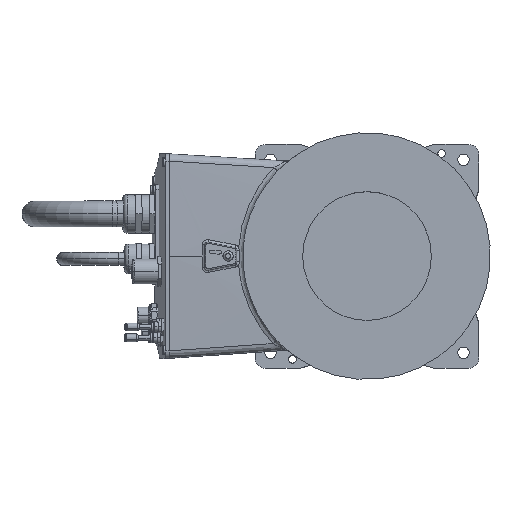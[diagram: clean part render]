
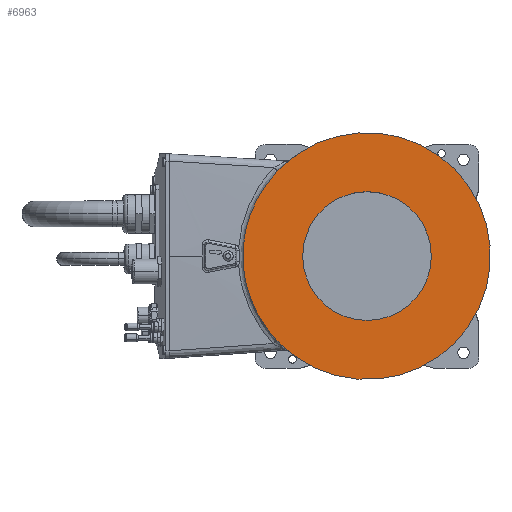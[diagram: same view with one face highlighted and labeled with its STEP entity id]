
A CAD part, top view. The second image highlights one B-rep face of the part: STEP entity #6963.
In plain terms, the highlighted planar face has unit normal (0, 0, 1).
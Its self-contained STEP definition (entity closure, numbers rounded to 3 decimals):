
#37 = VERTEX_POINT ( 'NONE', #20613 ) ;
#213 = EDGE_LOOP ( 'NONE', ( #19036, #2296 ) ) ;
#239 = CARTESIAN_POINT ( 'NONE',  ( -81.688, 50.699, 177. ) ) ;
#421 = VERTEX_POINT ( 'NONE', #14369 ) ;
#690 = CARTESIAN_POINT ( 'NONE',  ( -78.071, -56.3, 177. ) ) ;
#916 = CARTESIAN_POINT ( 'NONE',  ( -90.785, -32.293, 177. ) ) ;
#920 = CARTESIAN_POINT ( 'NONE',  ( -67.492, 68.17, 177. ) ) ;
#1020 = CARTESIAN_POINT ( 'NONE',  ( -95.849, -11.69, 177. ) ) ;
#1939 = CARTESIAN_POINT ( 'NONE',  ( -94.982, 17.019, 177. ) ) ;
#2051 = CARTESIAN_POINT ( 'NONE',  ( -73.589, 61.685, 177. ) ) ;
#2282 = CARTESIAN_POINT ( 'NONE',  ( -95.706, 12.521, 177. ) ) ;
#2296 = ORIENTED_EDGE ( 'NONE', *, *, #10899, .F. ) ;
#2613 = CARTESIAN_POINT ( 'NONE',  ( -89.116, -36.524, 177. ) ) ;
#2737 = CARTESIAN_POINT ( 'NONE',  ( -67.147, -68.488, 177. ) ) ;
#2824 = CARTESIAN_POINT ( 'NONE',  ( -87.246, -40.673, 177. ) ) ;
#3182 = CARTESIAN_POINT ( 'NONE',  ( -69.501, 66.184, 177. ) ) ;
#3870 = CARTESIAN_POINT ( 'NONE',  ( -96.489, 3.458, 177. ) ) ;
#3985 = CARTESIAN_POINT ( 'NONE',  ( -84.038, 46.796, 177. ) ) ;
#4319 = CARTESIAN_POINT ( 'NONE',  ( -92.254, -27.978, 177. ) ) ;
#4346 = ORIENTED_EDGE ( 'NONE', *, *, #4579, .T. ) ;
#4420 = B_SPLINE_CURVE_WITH_KNOTS ( 'NONE', 3,
 ( #13948, #20871, #16017, #2051, #12583, #19299, #17376, #239, #12244, #3985, #19183, #5459, #17488, #14186, #7275, #10887, #12363, #21110, #12476, #1939, #8856, #2282, #7154, #9194, #3870, #10773, #16126, #18264, #1020, #13152, #11101, #9635, #4319, #12701, #916, #18371, #2613, #14855, #2824, #21779, #12814, #14741, #690, #18151, #7932 ),
 .UNSPECIFIED., .F., .F.,
 ( 4, 2, 2, 2, 2, 2, 2, 2, 2, 2, 2, 1, 2, 2, 2, 2, 2, 2, 2, 2, 2, 2, 4 ),
 ( 0., 0.005, 0.009, 0.018, 0.023, 0.027, 0.036, 0.041, 0.046, 0.055, 0.059, 0.064, 0.068, 0.073, 0.082, 0.091, 0.1, 0.105, 0.109, 0.114, 0.119, 0.128, 0.146 ),
 .UNSPECIFIED. ) ;
#4481 = CARTESIAN_POINT ( 'NONE',  ( -50., 0., 177. ) ) ;
#4579 = EDGE_CURVE ( 'NONE', #15176, #37, #21385, .T. ) ;
#4923 = DIRECTION ( 'NONE',  ( 0., 0., -1. ) ) ;
#5336 = DIRECTION ( 'NONE',  ( 0., 0., 1. ) ) ;
#5459 = CARTESIAN_POINT ( 'NONE',  ( -86.913, 41.445, 177. ) ) ;
#5973 = CARTESIAN_POINT ( 'NONE',  ( 50., 0., 177. ) ) ;
#6141 = CARTESIAN_POINT ( 'NONE',  ( -69.691, -65.99, 177. ) ) ;
#6243 = CARTESIAN_POINT ( 'NONE',  ( -69.011, 66.693, 177. ) ) ;
#6353 = CARTESIAN_POINT ( 'NONE',  ( -69.501, 66.184, 177. ) ) ;
#6620 = CARTESIAN_POINT ( 'NONE',  ( 0., 0., 177. ) ) ;
#6777 = VERTEX_POINT ( 'NONE', #4481 ) ;
#6963 = ADVANCED_FACE ( 'NONE', ( #22169, #18542 ), #9911, .T. ) ;
#7154 = CARTESIAN_POINT ( 'NONE',  ( -96.09, 9.513, 177. ) ) ;
#7275 = CARTESIAN_POINT ( 'NONE',  ( -90.493, 33.078, 177. ) ) ;
#7343 = EDGE_CURVE ( 'NONE', #18383, #6777, #12946, .T. ) ;
#7932 = CARTESIAN_POINT ( 'NONE',  ( -70.181, -65.472, 177. ) ) ;
#8095 = AXIS2_PLACEMENT_3D ( 'NONE', #22170, #4923, #10352 ) ;
#8856 = CARTESIAN_POINT ( 'NONE',  ( -95.248, 15.521, 177. ) ) ;
#9194 = CARTESIAN_POINT ( 'NONE',  ( -96.327, 6.49, 177. ) ) ;
#9315 = CARTESIAN_POINT ( 'NONE',  ( -67.655, -67.987, 177. ) ) ;
#9635 = CARTESIAN_POINT ( 'NONE',  ( -93.547, -23.609, 177. ) ) ;
#9753 = CARTESIAN_POINT ( 'NONE',  ( -66.978, 68.654, 177. ) ) ;
#9911 = PLANE ( 'NONE',  #20196 ) ;
#10352 = DIRECTION ( 'NONE',  ( 0., -1., 0. ) ) ;
#10773 = CARTESIAN_POINT ( 'NONE',  ( -96.533, 1.937, 177. ) ) ;
#10887 = CARTESIAN_POINT ( 'NONE',  ( -91.52, 30.217, 177. ) ) ;
#10899 = EDGE_CURVE ( 'NONE', #6777, #18383, #13168, .T. ) ;
#11011 = CARTESIAN_POINT ( 'NONE',  ( -70.181, -65.472, 177. ) ) ;
#11101 = CARTESIAN_POINT ( 'NONE',  ( -94.266, -20.664, 177. ) ) ;
#11631 = VERTEX_POINT ( 'NONE', #3182 ) ;
#11698 = AXIS2_PLACEMENT_3D ( 'NONE', #17922, #12572, #14510 ) ;
#12244 = CARTESIAN_POINT ( 'NONE',  ( -82.491, 49.412, 177. ) ) ;
#12245 = DIRECTION ( 'NONE',  ( 0., -1., 0. ) ) ;
#12363 = CARTESIAN_POINT ( 'NONE',  ( -91.999, 28.776, 177. ) ) ;
#12476 = CARTESIAN_POINT ( 'NONE',  ( -94.075, 21.487, 177. ) ) ;
#12572 = DIRECTION ( 'NONE',  ( 0., 0., 1. ) ) ;
#12583 = CARTESIAN_POINT ( 'NONE',  ( -74.566, 60.518, 177. ) ) ;
#12655 = EDGE_CURVE ( 'NONE', #11631, #15176, #4420, .T. ) ;
#12701 = CARTESIAN_POINT ( 'NONE',  ( -91.786, -29.427, 177. ) ) ;
#12814 = CARTESIAN_POINT ( 'NONE',  ( -84.48, -46.085, 177. ) ) ;
#12946 = CIRCLE ( 'NONE', #20183, 50. ) ;
#13152 = CARTESIAN_POINT ( 'NONE',  ( -95.419, -14.707, 177. ) ) ;
#13165 = ORIENTED_EDGE ( 'NONE', *, *, #21734, .F. ) ;
#13168 = CIRCLE ( 'NONE', #11698, 50. ) ;
#13265 = CARTESIAN_POINT ( 'NONE',  ( -70.181, -65.472, 177. ) ) ;
#13538 = DIRECTION ( 'NONE',  ( 0., 0., 1. ) ) ;
#13948 = CARTESIAN_POINT ( 'NONE',  ( -69.501, 66.184, 177. ) ) ;
#14186 = CARTESIAN_POINT ( 'NONE',  ( -89.945, 34.496, 177. ) ) ;
#14263 = CIRCLE ( 'NONE', #8095, 95.912 ) ;
#14369 = CARTESIAN_POINT ( 'NONE',  ( -66.47, 69.144, 177. ) ) ;
#14510 = DIRECTION ( 'NONE',  ( 0., -1., 0. ) ) ;
#14648 = CARTESIAN_POINT ( 'NONE',  ( -69.188, -66.496, 177. ) ) ;
#14741 = CARTESIAN_POINT ( 'NONE',  ( -82.963, -48.699, 177. ) ) ;
#14855 = CARTESIAN_POINT ( 'NONE',  ( -88.514, -37.916, 177. ) ) ;
#15174 = EDGE_CURVE ( 'NONE', #421, #11631, #19192, .T. ) ;
#15176 = VERTEX_POINT ( 'NONE', #13265 ) ;
#16017 = CARTESIAN_POINT ( 'NONE',  ( -71.585, 63.97, 177. ) ) ;
#16126 = CARTESIAN_POINT ( 'NONE',  ( -96.553, -2.621, 177. ) ) ;
#17376 = CARTESIAN_POINT ( 'NONE',  ( -79.192, 54.502, 177. ) ) ;
#17488 = CARTESIAN_POINT ( 'NONE',  ( -88.203, 38.702, 177. ) ) ;
#17922 = CARTESIAN_POINT ( 'NONE',  ( 0., 0., 177. ) ) ;
#18151 = CARTESIAN_POINT ( 'NONE',  ( -74.356, -61.049, 177. ) ) ;
#18169 = CARTESIAN_POINT ( 'NONE',  ( -68.17, -67.495, 177. ) ) ;
#18264 = CARTESIAN_POINT ( 'NONE',  ( -96.415, -5.65, 177. ) ) ;
#18371 = CARTESIAN_POINT ( 'NONE',  ( -90.251, -33.713, 177. ) ) ;
#18383 = VERTEX_POINT ( 'NONE', #5973 ) ;
#18542 = FACE_OUTER_BOUND ( 'NONE', #20003, .T. ) ;
#18605 = CARTESIAN_POINT ( 'NONE',  ( -68.509, 67.19, 177. ) ) ;
#19036 = ORIENTED_EDGE ( 'NONE', *, *, #7343, .F. ) ;
#19183 = CARTESIAN_POINT ( 'NONE',  ( -84.782, 45.469, 177. ) ) ;
#19192 = B_SPLINE_CURVE_WITH_KNOTS ( 'NONE', 3,
 ( #19854, #9753, #920, #18605, #6243, #6353 ),
 .UNSPECIFIED., .F., .F.,
 ( 4, 2, 4 ),
 ( 0., 0.002, 0.004 ),
 .UNSPECIFIED. ) ;
#19299 = CARTESIAN_POINT ( 'NONE',  ( -77.411, 56.956, 177. ) ) ;
#19854 = CARTESIAN_POINT ( 'NONE',  ( -66.47, 69.144, 177. ) ) ;
#20003 = EDGE_LOOP ( 'NONE', ( #21213, #20380, #4346, #13165 ) ) ;
#20183 = AXIS2_PLACEMENT_3D ( 'NONE', #20649, #5336, #12245 ) ;
#20196 = AXIS2_PLACEMENT_3D ( 'NONE', #6620, #13538, #20457 ) ;
#20380 = ORIENTED_EDGE ( 'NONE', *, *, #12655, .T. ) ;
#20457 = DIRECTION ( 'NONE',  ( 0., 1., 0. ) ) ;
#20613 = CARTESIAN_POINT ( 'NONE',  ( -67.147, -68.488, 177. ) ) ;
#20649 = CARTESIAN_POINT ( 'NONE',  ( 0., 0., 177. ) ) ;
#20871 = CARTESIAN_POINT ( 'NONE',  ( -70.556, 65.089, 177. ) ) ;
#21110 = CARTESIAN_POINT ( 'NONE',  ( -93.329, 24.426, 177. ) ) ;
#21213 = ORIENTED_EDGE ( 'NONE', *, *, #15174, .T. ) ;
#21385 = B_SPLINE_CURVE_WITH_KNOTS ( 'NONE', 3,
 ( #11011, #6141, #14648, #18169, #9315, #2737 ),
 .UNSPECIFIED., .F., .F.,
 ( 4, 2, 4 ),
 ( 0., 0.002, 0.004 ),
 .UNSPECIFIED. ) ;
#21734 = EDGE_CURVE ( 'NONE', #421, #37, #14263, .T. ) ;
#21779 = CARTESIAN_POINT ( 'NONE',  ( -86.578, -42.04, 177. ) ) ;
#22169 = FACE_BOUND ( 'NONE', #213, .T. ) ;
#22170 = CARTESIAN_POINT ( 'NONE',  ( 0., 0., 177. ) ) ;
